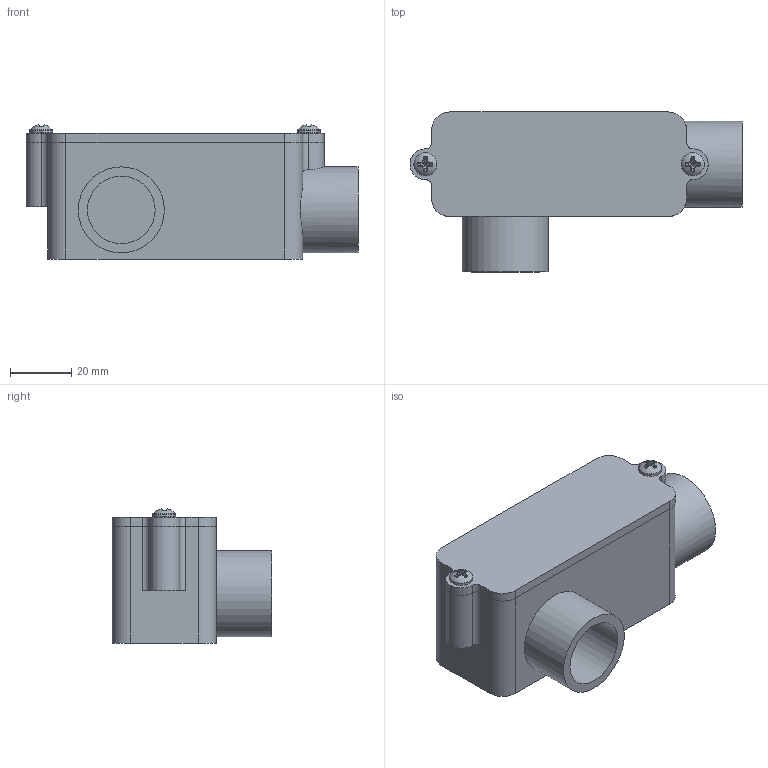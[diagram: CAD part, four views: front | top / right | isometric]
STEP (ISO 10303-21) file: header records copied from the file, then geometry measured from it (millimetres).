
FILE_DESCRIPTION(/* description */ (''),/* implementation_level */ '2;1');
FILE_NAME(/* name */ '7c33cf17-718f-43f0-a660-7d39282a0c24.stp',/* time_stamp */ '2022-02-09T05:17:11+00:00',/* author */ (''),/* organization */ (''),/* preprocessor_version */ 'ST-DEVELOPER v18.1',/* originating_system */ 'Autodesk Translation Framework v10.13.0.1454',/* authorisation */ '');
FILE_SCHEMA (('AUTOMOTIVE_DESIGN { 1 0 10303 214 3 1 1 }'));
Length unit declared in the file: millimetre
Products named in the file (4): tutorial1; Box; Lid; 94997A400_Phillips Rounded Head Screws for Sheet Metal
Assembly tree (4 placements, depth 2):
  tutorial1
    Box
    Lid
    94997A400_Phillips Rounded Head Screws for Sheet Metal  x2
Bounding box: 108 x 52 x 43.63 mm (x, y, z)
Volume: 57245.4 mm3; surface area: 34518 mm2
Topology: 4 solids, 4 shells, 283 faces, 762 edges, 496 vertices
Faces by surface type: cylinder 126, plane 97, bspline 40, cone 14, torus 4, sphere 2
Full cylindrical faces by diameter (mm): 2.985 x10, 3.332 x10, 3.9 x10, 4.109 x6, 5 x2, 7.5 x2, 22 x2, 28 x2
Entity records: 12406 total; most frequent: CARTESIAN_POINT 7330, ORIENTED_EDGE 1132, DIRECTION 895, EDGE_CURVE 566, VERTEX_POINT 372, AXIS2_PLACEMENT_3D 312, LINE 271, VECTOR 271
